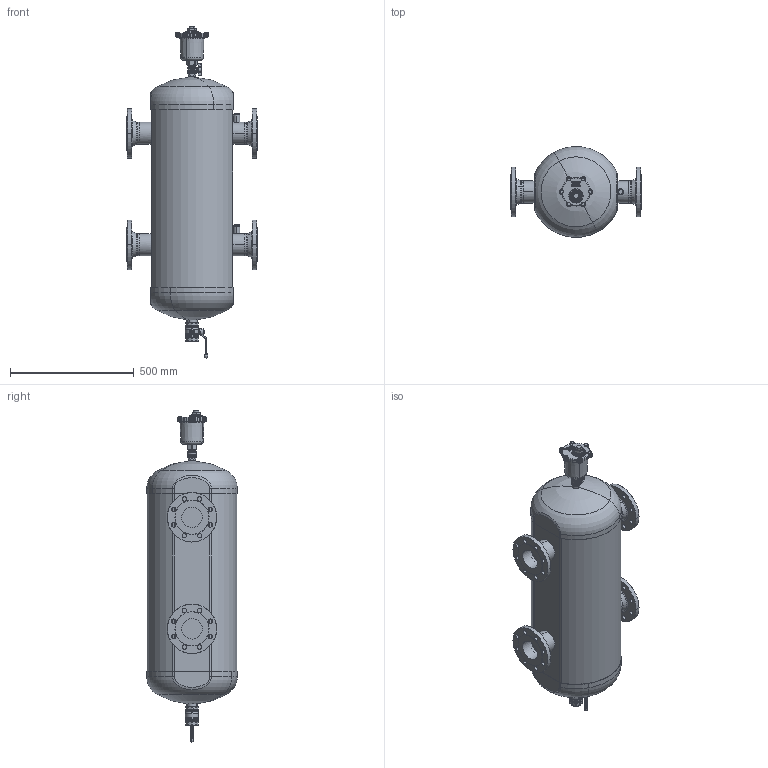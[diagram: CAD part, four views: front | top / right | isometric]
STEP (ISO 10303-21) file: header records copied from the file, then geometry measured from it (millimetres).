
FILE_DESCRIPTION(('CATIA V5 STEP Exchange','CAx-IF Rec.Pracs.--- Model Styling and Organization---1.4--- 2014-01-23','CAx-IF Rec.Pracs.---3D Tessellated Data Validation Properties---0.5---2014-09-14'),'2;1');
FILE_NAME('STEP_548082_-_TST.stp','2022-03-14T13:50:53+00:00',('none'),('none'),'CATIA Version 5-6 Release 2019 SP3','CATIA V5 STEP AP242 v1','none');
FILE_SCHEMA(('AP242_MANAGED_MODEL_BASED_3D_ENGINEERING_MIM_LF {1 0 10303 442 1 1 4}'));
Length unit declared in the file: millimetre
Products named in the file (1): 548082 - TST
Bounding box: 525 x 365.88 x 1340.18 mm (x, y, z)
Volume: 95436133.1 mm3; surface area: 1694468.4 mm2
Topology: 2 solids, 36 shells, 3033 faces, 7921 edges, 4824 vertices
Faces by surface type: cylinder 979, plane 687, bspline 636, cone 331, torus 291, sphere 109
Entity records: 122473 total; most frequent: CARTESIAN_POINT 59974, ORIENTED_EDGE 14744, DIRECTION 8742, EDGE_CURVE 7764, VERTEX_POINT 4824, AXIS2_PLACEMENT_3D 4092, EDGE_LOOP 3233, ADVANCED_FACE 3033
